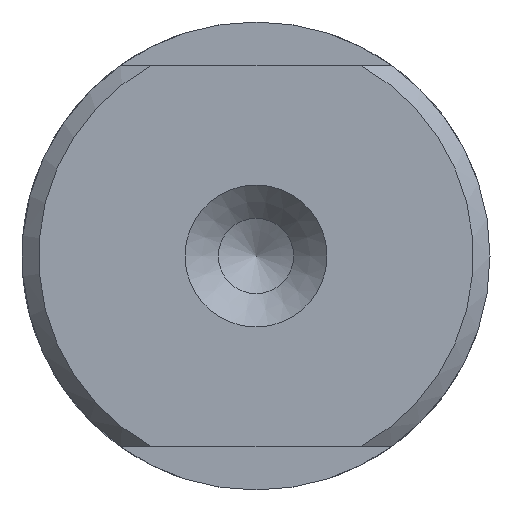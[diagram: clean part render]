
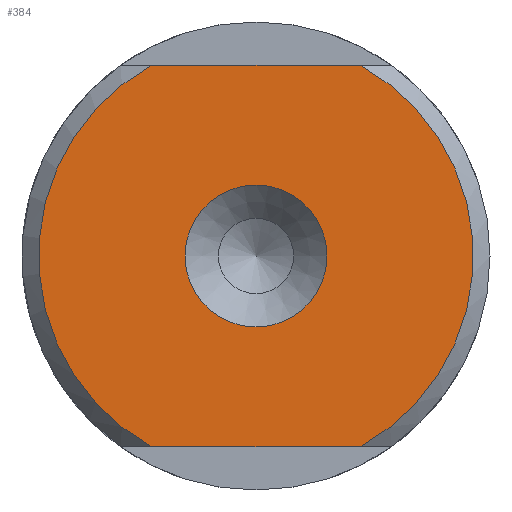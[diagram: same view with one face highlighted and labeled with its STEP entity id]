
A CAD part, front view. The second image highlights one B-rep face of the part: STEP entity #384.
In plain terms, the highlighted planar face has unit normal (0, -1, 0).
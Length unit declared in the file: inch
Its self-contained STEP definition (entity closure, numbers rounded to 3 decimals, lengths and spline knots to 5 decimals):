
#31=LINE('',#661,#41);
#38=LINE('',#687,#48);
#41=VECTOR('',#521,0.37591);
#48=VECTOR('',#530,0.37591);
#53=PLANE('',#435);
#80=FACE_BOUND('',#149,.T.);
#109=FACE_OUTER_BOUND('',#148,.T.);
#148=EDGE_LOOP('',(#320,#321,#322,#323));
#149=EDGE_LOOP('',(#324));
#176=CIRCLE('',#424,0.128);
#178=CIRCLE('',#430,0.392);
#181=CIRCLE('',#434,0.392);
#205=VERTEX_POINT('',#649);
#207=VERTEX_POINT('',#655);
#209=VERTEX_POINT('',#660);
#214=VERTEX_POINT('',#673);
#218=VERTEX_POINT('',#683);
#242=EDGE_CURVE('',#205,#205,#176,.T.);
#245=EDGE_CURVE('',#209,#207,#31,.T.);
#255=EDGE_CURVE('',#214,#218,#38,.T.);
#256=EDGE_CURVE('',#209,#218,#178,.T.);
#259=EDGE_CURVE('',#214,#207,#181,.T.);
#320=ORIENTED_EDGE('',*,*,#245,.T.);
#321=ORIENTED_EDGE('',*,*,#259,.F.);
#322=ORIENTED_EDGE('',*,*,#255,.T.);
#323=ORIENTED_EDGE('',*,*,#256,.F.);
#324=ORIENTED_EDGE('',*,*,#242,.T.);
#384=ADVANCED_FACE('',(#109,#80),#53,.T.);
#424=AXIS2_PLACEMENT_3D('',#650,#513,#514);
#430=AXIS2_PLACEMENT_3D('',#689,#533,#534);
#434=AXIS2_PLACEMENT_3D('',#693,#541,#542);
#435=AXIS2_PLACEMENT_3D('',#694,#543,#544);
#513=DIRECTION('center_axis',(0.,1.,0.));
#514=DIRECTION('ref_axis',(1.,0.,0.));
#521=DIRECTION('',(1.,0.,0.));
#530=DIRECTION('',(-1.,0.,0.));
#533=DIRECTION('center_axis',(0.,1.,0.));
#534=DIRECTION('ref_axis',(-1.,0.,0.));
#541=DIRECTION('center_axis',(0.,1.,0.));
#542=DIRECTION('ref_axis',(-1.,0.,0.));
#543=DIRECTION('center_axis',(0.,-1.,0.));
#544=DIRECTION('ref_axis',(0.,0.,-1.));
#649=CARTESIAN_POINT('',(0.128,-1.715,0.));
#650=CARTESIAN_POINT('Origin',(0.,-1.715,0.));
#655=CARTESIAN_POINT('',(0.18796,-1.715,-0.344));
#660=CARTESIAN_POINT('',(-0.18796,-1.715,-0.344));
#661=CARTESIAN_POINT('',(0.11575,-1.715,-0.344));
#673=CARTESIAN_POINT('',(0.18796,-1.715,0.344));
#683=CARTESIAN_POINT('',(-0.18796,-1.715,0.344));
#687=CARTESIAN_POINT('',(0.11575,-1.715,0.344));
#689=CARTESIAN_POINT('Origin',(0.,-1.715,0.));
#693=CARTESIAN_POINT('Origin',(0.,-1.715,0.));
#694=CARTESIAN_POINT('Origin',(0.2315,-1.715,0.));
